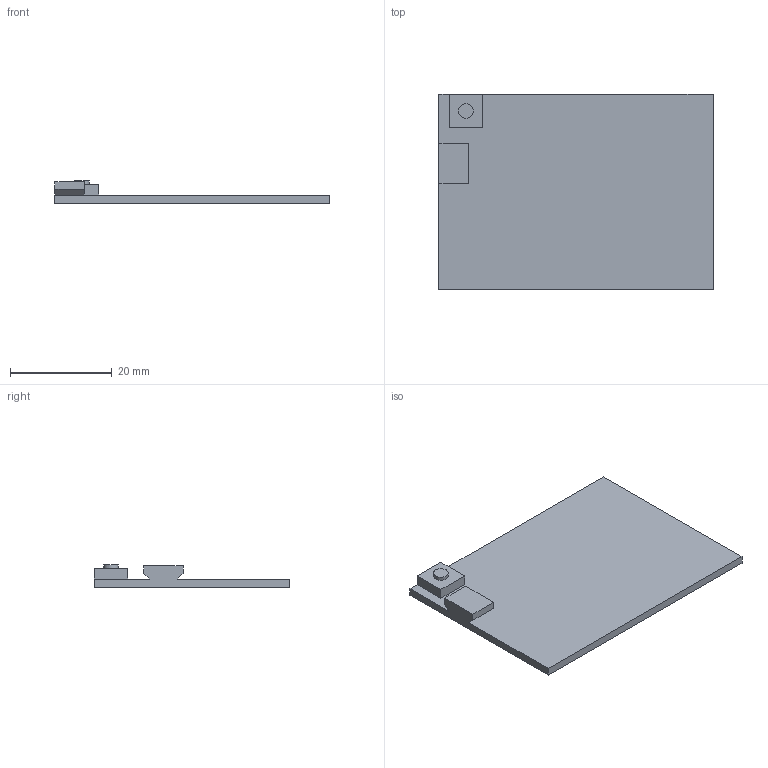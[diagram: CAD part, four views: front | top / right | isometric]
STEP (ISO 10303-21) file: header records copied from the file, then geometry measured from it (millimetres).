
FILE_DESCRIPTION(/* description */ ('STEP AP214'),/* implementation_level */ '2;1');
FILE_NAME(/* name */ '683c51474258294a187f3e47',/* time_stamp */ '2025-06-01T13:10:32Z',/* author */ (''),/* organization */ (''),/* preprocessor_version */ 'ST-DEVELOPER v20',/* originating_system */ 'ONSHAPE BY PTC INC, 1.198',/* authorisation */ ' ');
FILE_SCHEMA (('AUTOMOTIVE_DESIGN {1 0 10303 214 3 1 1}'));
Length unit declared in the file: metre
Products named in the file (1): Mega_01
Bounding box: 54 x 38.5 x 4.4 mm (x, y, z)
Volume: 3532.5 mm3; surface area: 4602.8 mm2
Topology: 1 solids, 1 shells, 18 faces, 45 edges, 30 vertices
Faces by surface type: plane 17, cylinder 1
Full cylindrical faces by diameter (mm): 2.9 x1
Entity records: 556 total; most frequent: CARTESIAN_POINT 93, ORIENTED_EDGE 88, DIRECTION 84, EDGE_CURVE 44, LINE 42, VECTOR 42, VERTEX_POINT 30, AXIS2_PLACEMENT_3D 21
